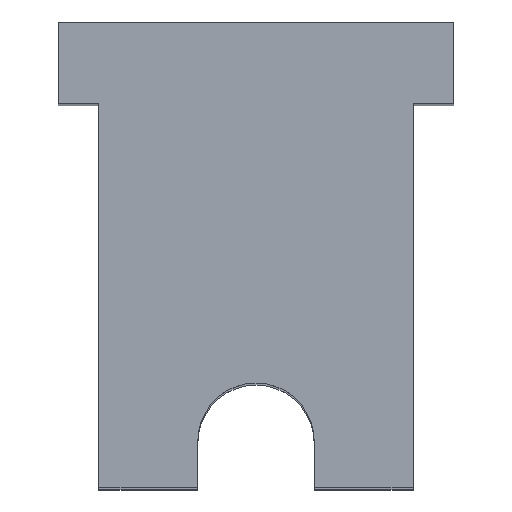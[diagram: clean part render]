
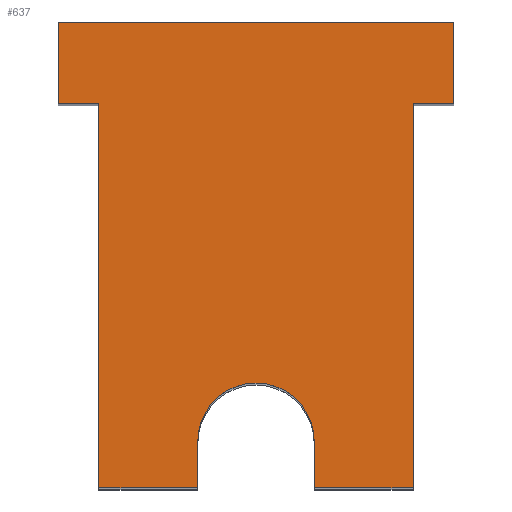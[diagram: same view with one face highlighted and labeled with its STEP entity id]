
A CAD part, top view. The second image highlights one B-rep face of the part: STEP entity #637.
In plain terms, the highlighted planar face has unit normal (0, 0, 1).
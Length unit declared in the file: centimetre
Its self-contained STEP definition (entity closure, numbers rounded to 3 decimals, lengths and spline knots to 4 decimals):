
#53=CIRCLE('',#703,0.5);
#88=FACE_OUTER_BOUND('',#128,.T.);
#128=EDGE_LOOP('',(#538,#539,#540,#541,#542,#543,#544,#545,#546,#547,#548,
#549));
#169=LINE('',#940,#234);
#173=LINE('',#948,#238);
#187=LINE('',#1011,#252);
#191=LINE('',#1019,#256);
#194=LINE('',#1025,#259);
#195=LINE('',#1028,#260);
#196=LINE('',#1029,#261);
#197=LINE('',#1031,#262);
#198=LINE('',#1033,#263);
#199=LINE('',#1037,#264);
#200=LINE('',#1038,#265);
#234=VECTOR('',#760,1.);
#238=VECTOR('',#764,1.);
#252=VECTOR('',#834,1.);
#256=VECTOR('',#842,1.);
#259=VECTOR('',#847,1.);
#260=VECTOR('',#850,1.);
#261=VECTOR('',#851,1.);
#262=VECTOR('',#852,1.);
#263=VECTOR('',#853,1.);
#264=VECTOR('',#856,1.);
#265=VECTOR('',#857,1.);
#293=VERTEX_POINT('',#937);
#294=VERTEX_POINT('',#939);
#297=VERTEX_POINT('',#945);
#298=VERTEX_POINT('',#947);
#318=VERTEX_POINT('',#1007);
#321=VERTEX_POINT('',#1017);
#323=VERTEX_POINT('',#1023);
#324=VERTEX_POINT('',#1027);
#325=VERTEX_POINT('',#1030);
#326=VERTEX_POINT('',#1032);
#327=VERTEX_POINT('',#1034);
#328=VERTEX_POINT('',#1036);
#359=EDGE_CURVE('',#294,#293,#169,.T.);
#363=EDGE_CURVE('',#298,#297,#173,.T.);
#395=EDGE_CURVE('',#318,#298,#187,.T.);
#399=EDGE_CURVE('',#321,#293,#191,.T.);
#402=EDGE_CURVE('',#323,#297,#194,.T.);
#403=EDGE_CURVE('',#294,#324,#195,.T.);
#404=EDGE_CURVE('',#321,#318,#196,.T.);
#405=EDGE_CURVE('',#325,#323,#197,.T.);
#406=EDGE_CURVE('',#326,#325,#198,.T.);
#407=EDGE_CURVE('',#327,#326,#53,.T.);
#408=EDGE_CURVE('',#328,#327,#199,.T.);
#409=EDGE_CURVE('',#324,#328,#200,.T.);
#538=ORIENTED_EDGE('',*,*,#403,.F.);
#539=ORIENTED_EDGE('',*,*,#359,.T.);
#540=ORIENTED_EDGE('',*,*,#399,.F.);
#541=ORIENTED_EDGE('',*,*,#404,.T.);
#542=ORIENTED_EDGE('',*,*,#395,.T.);
#543=ORIENTED_EDGE('',*,*,#363,.T.);
#544=ORIENTED_EDGE('',*,*,#402,.F.);
#545=ORIENTED_EDGE('',*,*,#405,.F.);
#546=ORIENTED_EDGE('',*,*,#406,.F.);
#547=ORIENTED_EDGE('',*,*,#407,.F.);
#548=ORIENTED_EDGE('',*,*,#408,.F.);
#549=ORIENTED_EDGE('',*,*,#409,.F.);
#607=PLANE('',#702);
#637=ADVANCED_FACE('',(#88),#607,.F.);
#702=AXIS2_PLACEMENT_3D('',#1026,#848,#849);
#703=AXIS2_PLACEMENT_3D('',#1035,#854,#855);
#760=DIRECTION('',(1.,0.,0.));
#764=DIRECTION('',(1.,0.,0.));
#834=DIRECTION('',(0.,-1.,0.));
#842=DIRECTION('',(0.,-1.,0.));
#847=DIRECTION('',(0.,1.,0.));
#848=DIRECTION('center_axis',(0.,0.,
-1.));
#849=DIRECTION('ref_axis',(-1.,0.,0.));
#850=DIRECTION('',(0.,-1.,0.));
#851=DIRECTION('',(-1.,0.,0.));
#852=DIRECTION('',(-1.,0.,0.));
#853=DIRECTION('',(0.,-1.,0.));
#854=DIRECTION('center_axis',(0.,0.,
1.));
#855=DIRECTION('ref_axis',(-1.,0.,0.));
#856=DIRECTION('',(0.,1.,0.));
#857=DIRECTION('',(-1.,0.,0.));
#937=CARTESIAN_POINT('',(-38.,48.2489,7.8517));
#939=CARTESIAN_POINT('',(-38.35,48.2489,7.8517));
#940=CARTESIAN_POINT('',(-38.,48.2489,7.8517));
#945=CARTESIAN_POINT('',(-41.05,48.2489,7.8517));
#947=CARTESIAN_POINT('',(-41.4,48.2489,7.8517));
#948=CARTESIAN_POINT('',(-38.,48.2489,7.8517));
#1007=CARTESIAN_POINT('',(-41.4,48.9489,7.8517));
#1011=CARTESIAN_POINT('',(-41.4,48.9489,7.8517));
#1017=CARTESIAN_POINT('',(-38.,48.9489,7.8517));
#1019=CARTESIAN_POINT('',(-38.,48.9489,7.8517));
#1023=CARTESIAN_POINT('',(-41.05,44.9489,7.8517));
#1025=CARTESIAN_POINT('',(-41.05,45.3489,7.8517));
#1026=CARTESIAN_POINT('Origin',(-39.7,46.9489,7.8517));
#1027=CARTESIAN_POINT('',(-38.35,44.9489,7.8517));
#1028=CARTESIAN_POINT('',(-38.35,48.9489,7.8517));
#1029=CARTESIAN_POINT('',(-38.,48.9489,7.8517));
#1030=CARTESIAN_POINT('',(-40.2,44.9489,7.8517));
#1031=CARTESIAN_POINT('',(-41.05,44.9489,7.8517));
#1032=CARTESIAN_POINT('',(-40.2,45.3489,7.8517));
#1033=CARTESIAN_POINT('',(-40.2,44.9489,7.8517));
#1034=CARTESIAN_POINT('',(-39.2,45.3489,7.8517));
#1035=CARTESIAN_POINT('Origin',(-39.7,45.3489,7.8517));
#1036=CARTESIAN_POINT('',(-39.2,44.9489,7.8517));
#1037=CARTESIAN_POINT('',(-39.2,44.9489,7.8517));
#1038=CARTESIAN_POINT('',(-38.35,44.9489,7.8517));
